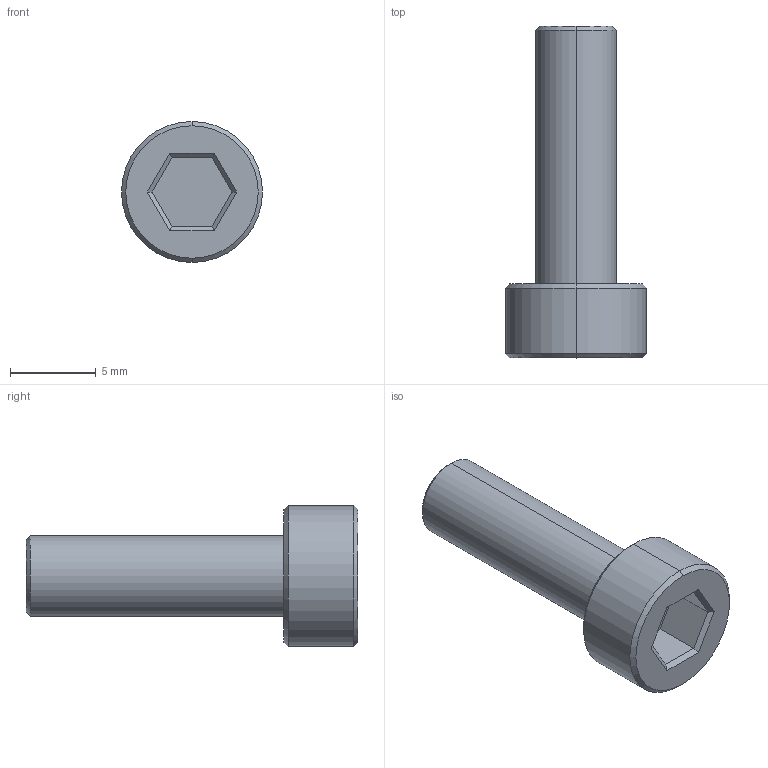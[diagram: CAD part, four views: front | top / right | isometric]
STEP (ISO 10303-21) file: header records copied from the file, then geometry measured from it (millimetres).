
FILE_DESCRIPTION (( 'STEP AP203' ), '1' );
FILE_NAME ('M5x15_Predeterminado_sldprt.STEP', '2024-02-29T15:20:14', ( '' ), ( '' ), 'SwSTEP 2.0', 'SolidWorks 2022', '' );
FILE_SCHEMA (( 'CONFIG_CONTROL_DESIGN' ));
Length unit declared in the file: millimetre
Products named in the file (1): M5x15_Predeterminado_sldprt
Bounding box: 8.2 x 19.3 x 8.2 mm (x, y, z)
Volume: 443.3 mm3; surface area: 467.6 mm2
Topology: 1 solids, 1 shells, 26 faces, 54 edges, 32 vertices
Faces by surface type: plane 16, cone 6, cylinder 4
Entity records: 753 total; most frequent: DIRECTION 122, CARTESIAN_POINT 113, ORIENTED_EDGE 108, EDGE_CURVE 54, AXIS2_PLACEMENT_3D 41, VECTOR 40, LINE 40, VERTEX_POINT 32
